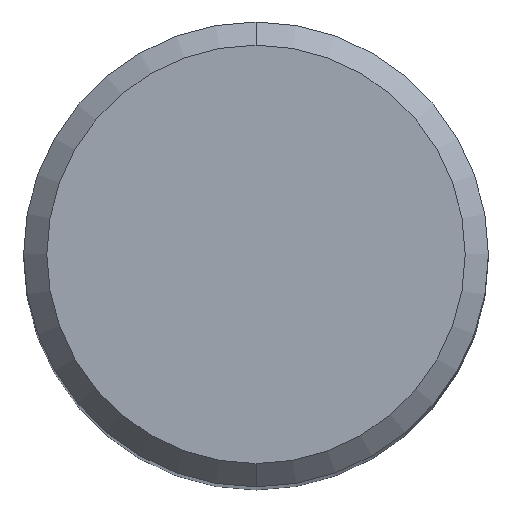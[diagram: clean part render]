
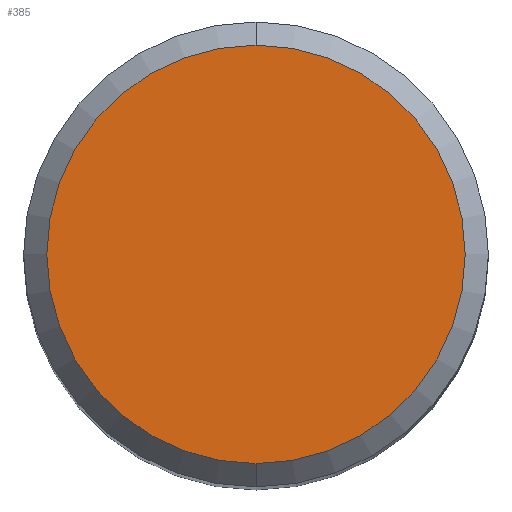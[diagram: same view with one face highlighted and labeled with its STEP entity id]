
A CAD part, top view. The second image highlights one B-rep face of the part: STEP entity #385.
In plain terms, the highlighted planar face has unit normal (0, 0, 1).
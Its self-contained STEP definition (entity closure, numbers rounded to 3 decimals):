
#241=EDGE_CURVE('',#371,#321,#539,.T.);
#321=VERTEX_POINT('',#627);
#371=VERTEX_POINT('',#680);
#383=EDGE_CURVE('',#321,#371,#694,.T.);
#385=ADVANCED_FACE('',(#696),#697,.T.);
#539=CIRCLE('',#888,4.5);
#627=CARTESIAN_POINT('',(0.,-4.5,0.0));
#680=CARTESIAN_POINT('',(0.0,4.5,0.0));
#694=CIRCLE('',#1291,4.5);
#696=FACE_OUTER_BOUND('',#1293,.T.);
#697=PLANE('',#1294);
#888=AXIS2_PLACEMENT_3D('',#1511,#1512,#1513);
#1291=AXIS2_PLACEMENT_3D('',#1664,#1665,#1666);
#1293=EDGE_LOOP('',(#1668,#1669));
#1294=AXIS2_PLACEMENT_3D('',#1670,#1671,#1672);
#1511=CARTESIAN_POINT('',(0.0,0.0,0.0));
#1512=DIRECTION('',(0.0,0.0,-1.0));
#1513=DIRECTION('',(0.0,1.0,0.0));
#1664=CARTESIAN_POINT('',(0.0,0.0,0.0));
#1665=DIRECTION('',(0.0,0.0,-1.0));
#1666=DIRECTION('',(0.0,1.0,0.0));
#1668=ORIENTED_EDGE('',*,*,#241,.F.);
#1669=ORIENTED_EDGE('',*,*,#383,.F.);
#1670=CARTESIAN_POINT('',(0.0,2.25,0.0));
#1671=DIRECTION('',(-0.0,0.0,1.0));
#1672=DIRECTION('',(0.0,-1.0,0.0));
